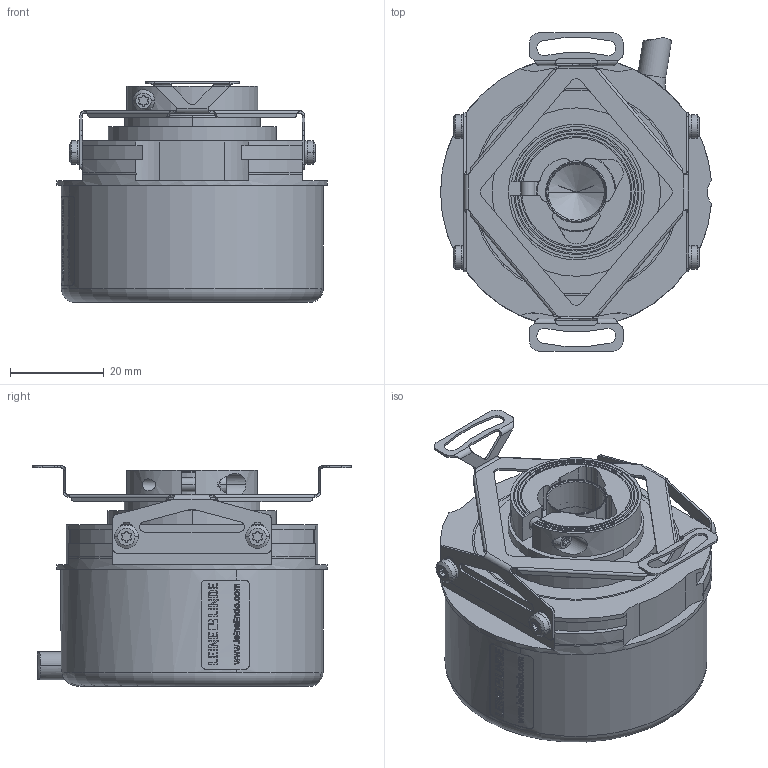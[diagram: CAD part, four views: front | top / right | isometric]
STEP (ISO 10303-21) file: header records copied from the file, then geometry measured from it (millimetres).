
FILE_DESCRIPTION((''),'2;1');
FILE_NAME('620895','2010-12-16T',('se2802'),(''),'PRO/ENGINEER BY PARAMETRIC TECHNOLOGY CORPORATION, 2010180','PRO/ENGINEER BY PARAMETRIC TECHNOLOGY CORPORATION, 2010180','');
FILE_SCHEMA(('CONFIG_CONTROL_DESIGN'));
Length unit declared in the file: millimetre
Products named in the file (1): 620895
Bounding box: 57.89 x 68 x 47.2 mm (x, y, z)
Volume: 87655.2 mm3; surface area: 18448.4 mm2
Topology: 1 solids, 1 shells, 1116 faces, 3234 edges, 2140 vertices
Faces by surface type: plane 381, cylinder 331, extrusion 325, bspline 37, torus 19, cone 15, sphere 8
Entity records: 42722 total; most frequent: CARTESIAN_POINT 14221, ORIENTED_EDGE 6448, DIRECTION 5077, EDGE_CURVE 3224, VERTEX_POINT 2140, VECTOR 1715, AXIS2_PLACEMENT_3D 1681, LINE 1390
